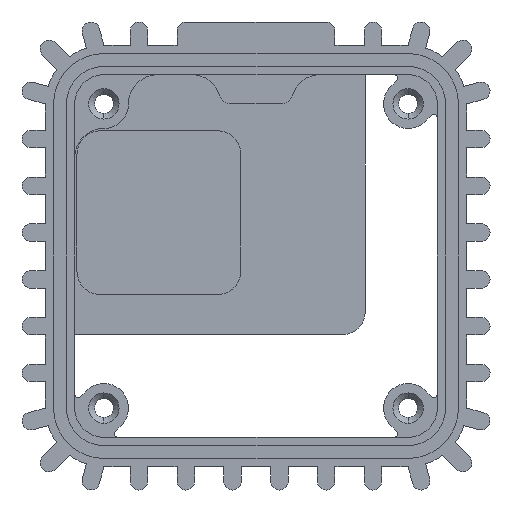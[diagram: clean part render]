
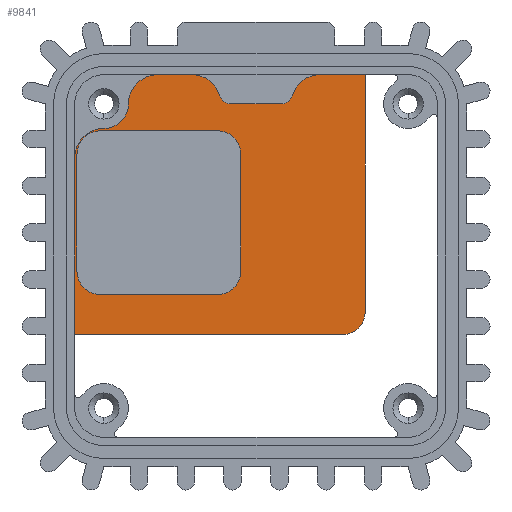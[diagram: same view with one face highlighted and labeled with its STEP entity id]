
A CAD part, front view. The second image highlights one B-rep face of the part: STEP entity #9841.
In plain terms, the highlighted planar face has unit normal (0, -1, 0).
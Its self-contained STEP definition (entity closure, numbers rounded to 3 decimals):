
#2627=DIRECTION('',(-1.,0.,0.));
#2628=VECTOR('',#2627,3.832);
#2629=CARTESIAN_POINT('',(57.057,2.9,15.5));
#2630=LINE('',#2629,#2628);
#2635=DIRECTION('',(-1.,0.,0.));
#2636=VECTOR('',#2635,2.9);
#2637=CARTESIAN_POINT('',(42.225,2.9,15.5));
#2638=LINE('',#2637,#2636);
#2671=DIRECTION('',(0.,0.,-1.));
#2672=VECTOR('',#2671,15.15);
#2673=CARTESIAN_POINT('',(32.225,2.9,8.4));
#2674=LINE('',#2673,#2672);
#2878=CARTESIAN_POINT('',(42.225,2.9,13.));
#2879=DIRECTION('',(0.,1.,0.));
#2880=DIRECTION('',(0.,0.,1.));
#2881=AXIS2_PLACEMENT_3D('',#2878,#2879,#2880);
#2883=CARTESIAN_POINT('',(45.579,2.9,14.));
#2884=DIRECTION('',(0.,-1.,0.));
#2885=DIRECTION('',(-0.958,0.,-0.286));
#2886=AXIS2_PLACEMENT_3D('',#2883,#2884,#2885);
#2888=CARTESIAN_POINT('',(49.871,2.9,14.));
#2889=DIRECTION('',(0.,-1.,0.));
#2890=DIRECTION('',(0.,0.,-1.));
#2891=AXIS2_PLACEMENT_3D('',#2888,#2889,#2890);
#2893=CARTESIAN_POINT('',(53.225,2.9,13.));
#2894=DIRECTION('',(0.,1.,0.));
#2895=DIRECTION('',(-0.958,0.,0.286));
#2896=AXIS2_PLACEMENT_3D('',#2893,#2894,#2895);
#2898=DIRECTION('',(0.,0.,-1.));
#2899=VECTOR('',#2898,20.25);
#2900=CARTESIAN_POINT('',(57.057,2.9,15.5));
#2901=LINE('',#2900,#2899);
#2902=CARTESIAN_POINT('',(55.057,2.9,-4.75));
#2903=DIRECTION('',(0.,1.,0.));
#2904=DIRECTION('',(1.,0.,0.));
#2905=AXIS2_PLACEMENT_3D('',#2902,#2903,#2904);
#2907=DIRECTION('',(-1.,0.,0.));
#2908=VECTOR('',#2907,22.832);
#2909=CARTESIAN_POINT('',(55.057,2.9,-6.75));
#2910=LINE('',#2909,#2908);
#2911=CARTESIAN_POINT('',(34.725,2.9,8.4));
#2912=DIRECTION('',(0.,1.,0.));
#2913=DIRECTION('',(-1.,0.,0.));
#2914=AXIS2_PLACEMENT_3D('',#2911,#2912,#2913);
#2916=CARTESIAN_POINT('',(34.725,2.9,13.));
#2917=DIRECTION('',(0.,-1.,0.));
#2918=DIRECTION('',(0.,0.,-1.));
#2919=AXIS2_PLACEMENT_3D('',#2916,#2917,#2918);
#2921=CARTESIAN_POINT('',(39.325,2.9,13.));
#2922=DIRECTION('',(0.,1.,0.));
#2923=DIRECTION('',(-1.,0.,0.));
#2924=AXIS2_PLACEMENT_3D('',#2921,#2922,#2923);
#2926=DIRECTION('',(0.,0.,-1.));
#2927=VECTOR('',#2926,10.);
#2928=CARTESIAN_POINT('',(32.425,2.9,8.7));
#2929=LINE('',#2928,#2927);
#2930=CARTESIAN_POINT('',(34.425,2.9,-1.3));
#2931=DIRECTION('',(0.,-1.,0.));
#2932=DIRECTION('',(-1.,0.,0.));
#2933=AXIS2_PLACEMENT_3D('',#2930,#2931,#2932);
#2935=DIRECTION('',(1.,0.,0.));
#2936=VECTOR('',#2935,10.);
#2937=CARTESIAN_POINT('',(34.425,2.9,-3.3));
#2938=LINE('',#2937,#2936);
#2939=CARTESIAN_POINT('',(44.425,2.9,-1.3));
#2940=DIRECTION('',(0.,-1.,0.));
#2941=DIRECTION('',(0.,0.,-1.));
#2942=AXIS2_PLACEMENT_3D('',#2939,#2940,#2941);
#2944=DIRECTION('',(0.,0.,1.));
#2945=VECTOR('',#2944,10.);
#2946=CARTESIAN_POINT('',(46.425,2.9,-1.3));
#2947=LINE('',#2946,#2945);
#2948=CARTESIAN_POINT('',(44.425,2.9,8.7));
#2949=DIRECTION('',(0.,-1.,0.));
#2950=DIRECTION('',(1.,0.,0.));
#2951=AXIS2_PLACEMENT_3D('',#2948,#2949,#2950);
#2953=DIRECTION('',(-1.,0.,0.));
#2954=VECTOR('',#2953,10.);
#2955=CARTESIAN_POINT('',(44.425,2.9,10.7));
#2956=LINE('',#2955,#2954);
#2957=CARTESIAN_POINT('',(34.425,2.9,8.7));
#2958=DIRECTION('',(0.,-1.,0.));
#2959=DIRECTION('',(0.,0.,1.));
#2960=AXIS2_PLACEMENT_3D('',#2957,#2958,#2959);
#3010=DIRECTION('',(-1.,0.,0.));
#3011=VECTOR('',#3010,4.292);
#3012=CARTESIAN_POINT('',(49.871,2.9,13.));
#3013=LINE('',#3012,#3011);
#6337=CARTESIAN_POINT('',(57.057,2.9,15.5));
#6338=VERTEX_POINT('',#6337);
#6339=CARTESIAN_POINT('',(53.225,2.9,15.5));
#6340=VERTEX_POINT('',#6339);
#6345=CARTESIAN_POINT('',(42.225,2.9,15.5));
#6346=VERTEX_POINT('',#6345);
#6347=CARTESIAN_POINT('',(39.325,2.9,15.5));
#6348=VERTEX_POINT('',#6347);
#6355=CARTESIAN_POINT('',(32.225,2.9,8.4));
#6356=VERTEX_POINT('',#6355);
#6357=CARTESIAN_POINT('',(32.225,2.9,-6.75));
#6358=VERTEX_POINT('',#6357);
#6442=CARTESIAN_POINT('',(34.725,2.9,10.9));
#6443=VERTEX_POINT('',#6442);
#6444=CARTESIAN_POINT('',(36.825,2.9,13.));
#6445=VERTEX_POINT('',#6444);
#6446=CARTESIAN_POINT('',(44.621,2.9,13.714));
#6447=VERTEX_POINT('',#6446);
#6448=CARTESIAN_POINT('',(45.579,2.9,13.));
#6449=VERTEX_POINT('',#6448);
#6450=CARTESIAN_POINT('',(49.871,2.9,13.));
#6451=VERTEX_POINT('',#6450);
#6452=CARTESIAN_POINT('',(50.829,2.9,13.714));
#6453=VERTEX_POINT('',#6452);
#6454=CARTESIAN_POINT('',(57.057,2.9,-4.75));
#6455=VERTEX_POINT('',#6454);
#6456=CARTESIAN_POINT('',(55.057,2.9,-6.75));
#6457=VERTEX_POINT('',#6456);
#6458=CARTESIAN_POINT('',(32.425,2.9,8.7));
#6459=CARTESIAN_POINT('',(32.425,2.9,-1.3));
#6460=VERTEX_POINT('',#6458);
#6461=VERTEX_POINT('',#6459);
#6462=CARTESIAN_POINT('',(34.425,2.9,-3.3));
#6463=VERTEX_POINT('',#6462);
#6464=CARTESIAN_POINT('',(44.425,2.9,-3.3));
#6465=VERTEX_POINT('',#6464);
#6466=CARTESIAN_POINT('',(46.425,2.9,-1.3));
#6467=VERTEX_POINT('',#6466);
#6468=CARTESIAN_POINT('',(46.425,2.9,8.7));
#6469=VERTEX_POINT('',#6468);
#6470=CARTESIAN_POINT('',(44.425,2.9,10.7));
#6471=VERTEX_POINT('',#6470);
#6472=CARTESIAN_POINT('',(34.425,2.9,10.7));
#6473=VERTEX_POINT('',#6472);
#9792=CARTESIAN_POINT('',(47.725,2.9,0.));
#9793=DIRECTION('',(0.,1.,0.));
#9794=DIRECTION('',(-1.,0.,0.));
#9795=AXIS2_PLACEMENT_3D('',#9792,#9793,#9794);
#9796=PLANE('',#9795);
#9798=ORIENTED_EDGE('',*,*,#9797,.T.);
#9800=ORIENTED_EDGE('',*,*,#9799,.T.);
#9802=ORIENTED_EDGE('',*,*,#9801,.F.);
#9804=ORIENTED_EDGE('',*,*,#9803,.T.);
#9806=ORIENTED_EDGE('',*,*,#9805,.T.);
#9807=ORIENTED_EDGE('',*,*,#9391,.F.);
#9809=ORIENTED_EDGE('',*,*,#9808,.T.);
#9811=ORIENTED_EDGE('',*,*,#9810,.T.);
#9813=ORIENTED_EDGE('',*,*,#9812,.T.);
#9814=ORIENTED_EDGE('',*,*,#9473,.F.);
#9816=ORIENTED_EDGE('',*,*,#9815,.T.);
#9818=ORIENTED_EDGE('',*,*,#9817,.T.);
#9819=ORIENTED_EDGE('',*,*,#9784,.T.);
#9820=ORIENTED_EDGE('',*,*,#9399,.F.);
#9821=EDGE_LOOP('',(#9798,#9800,#9802,#9804,#9806,#9807,#9809,#9811,#9813,#9814,
#9816,#9818,#9819,#9820));
#9822=FACE_OUTER_BOUND('',#9821,.F.);
#9824=ORIENTED_EDGE('',*,*,#9823,.T.);
#9826=ORIENTED_EDGE('',*,*,#9825,.T.);
#9828=ORIENTED_EDGE('',*,*,#9827,.T.);
#9830=ORIENTED_EDGE('',*,*,#9829,.T.);
#9832=ORIENTED_EDGE('',*,*,#9831,.T.);
#9834=ORIENTED_EDGE('',*,*,#9833,.T.);
#9836=ORIENTED_EDGE('',*,*,#9835,.T.);
#9838=ORIENTED_EDGE('',*,*,#9837,.T.);
#9839=EDGE_LOOP('',(#9824,#9826,#9828,#9830,#9832,#9834,#9836,#9838));
#9840=FACE_BOUND('',#9839,.F.);
#9841=ADVANCED_FACE('',(#9822,#9840),#9796,.F.);
#2882=CIRCLE('',#2881,2.5);
#2887=CIRCLE('',#2886,1.);
#2892=CIRCLE('',#2891,1.);
#2897=CIRCLE('',#2896,2.5);
#2906=CIRCLE('',#2905,2.);
#2915=CIRCLE('',#2914,2.5);
#2920=CIRCLE('',#2919,2.1);
#2925=CIRCLE('',#2924,2.5);
#2934=CIRCLE('',#2933,2.);
#2943=CIRCLE('',#2942,2.);
#2952=CIRCLE('',#2951,2.);
#2961=CIRCLE('',#2960,2.);
#9391=EDGE_CURVE('',#6338,#6340,#2630,.T.);
#9399=EDGE_CURVE('',#6346,#6348,#2638,.T.);
#9473=EDGE_CURVE('',#6356,#6358,#2674,.T.);
#9784=EDGE_CURVE('',#6445,#6348,#2925,.T.);
#9797=EDGE_CURVE('',#6346,#6447,#2882,.T.);
#9799=EDGE_CURVE('',#6447,#6449,#2887,.T.);
#9801=EDGE_CURVE('',#6451,#6449,#3013,.T.);
#9803=EDGE_CURVE('',#6451,#6453,#2892,.T.);
#9805=EDGE_CURVE('',#6453,#6340,#2897,.T.);
#9808=EDGE_CURVE('',#6338,#6455,#2901,.T.);
#9810=EDGE_CURVE('',#6455,#6457,#2906,.T.);
#9812=EDGE_CURVE('',#6457,#6358,#2910,.T.);
#9815=EDGE_CURVE('',#6356,#6443,#2915,.T.);
#9817=EDGE_CURVE('',#6443,#6445,#2920,.T.);
#9823=EDGE_CURVE('',#6460,#6461,#2929,.T.);
#9825=EDGE_CURVE('',#6461,#6463,#2934,.T.);
#9827=EDGE_CURVE('',#6463,#6465,#2938,.T.);
#9829=EDGE_CURVE('',#6465,#6467,#2943,.T.);
#9831=EDGE_CURVE('',#6467,#6469,#2947,.T.);
#9833=EDGE_CURVE('',#6469,#6471,#2952,.T.);
#9835=EDGE_CURVE('',#6471,#6473,#2956,.T.);
#9837=EDGE_CURVE('',#6473,#6460,#2961,.T.);
